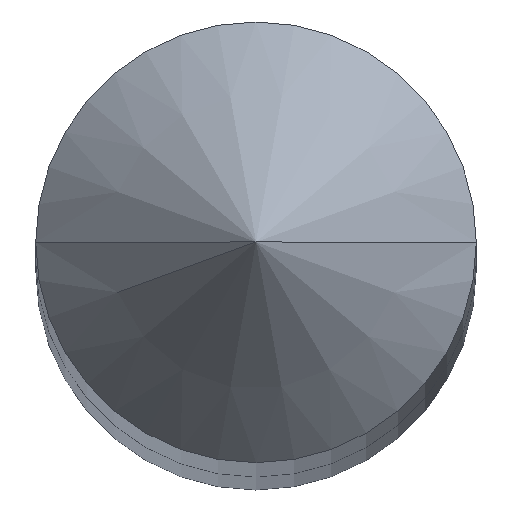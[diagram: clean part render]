
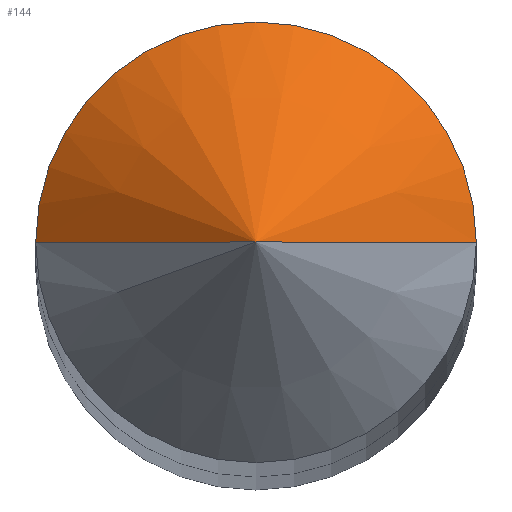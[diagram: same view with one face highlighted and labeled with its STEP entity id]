
A CAD part, top view. The second image highlights one B-rep face of the part: STEP entity #144.
In plain terms, the highlighted conical face has half-angle 45 degrees and reference radius 0.521 mm.
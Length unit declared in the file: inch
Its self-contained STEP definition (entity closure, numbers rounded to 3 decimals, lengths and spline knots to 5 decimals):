
#2 = CARTESIAN_POINT ( 'NONE',  ( 0.0205, 0., -0.03125 ) ) ;
#7 = ORIENTED_EDGE ( 'NONE', *, *, #275, .T. ) ;
#20 = DIRECTION ( 'NONE',  ( 0., 0., 1. ) ) ;
#27 = CARTESIAN_POINT ( 'NONE',  ( -0.0205, 0., -0.03125 ) ) ;
#72 = LINE ( 'NONE', #215, #98 ) ;
#76 = ORIENTED_EDGE ( 'NONE', *, *, #325, .F. ) ;
#79 = VERTEX_POINT ( 'NONE', #333 ) ;
#90 = AXIS2_PLACEMENT_3D ( 'NONE', #326, #20, #271 ) ;
#98 = VECTOR ( 'NONE', #323, 39.37008 ) ;
#103 = DIRECTION ( 'NONE',  ( 0., 0., -1. ) ) ;
#143 = VERTEX_POINT ( 'NONE', #294 ) ;
#144 = ADVANCED_FACE ( 'NONE', ( #172 ), #285, .T. ) ;
#164 = LINE ( 'NONE', #27, #250 ) ;
#172 = FACE_OUTER_BOUND ( 'NONE', #296, .T. ) ;
#215 = CARTESIAN_POINT ( 'NONE',  ( 0.0205, 0., -0.03125 ) ) ;
#220 = EDGE_CURVE ( 'NONE', #292, #143, #351, .T. ) ;
#242 = DIRECTION ( 'NONE',  ( -0.707, 0., -0.707 ) ) ;
#250 = VECTOR ( 'NONE', #242, 39.37008 ) ;
#262 = ORIENTED_EDGE ( 'NONE', *, *, #220, .T. ) ;
#271 = DIRECTION ( 'NONE',  ( 1., 0., 0. ) ) ;
#275 = EDGE_CURVE ( 'NONE', #79, #292, #72, .T. ) ;
#285 = CONICAL_SURFACE ( 'NONE', #336, 0.0205, 0.785 ) ;
#292 = VERTEX_POINT ( 'NONE', #2 ) ;
#294 = CARTESIAN_POINT ( 'NONE',  ( -0.0205, 0., -0.03125 ) ) ;
#296 = EDGE_LOOP ( 'NONE', ( #76, #7, #262 ) ) ;
#298 = CARTESIAN_POINT ( 'NONE',  ( 0., 0., -0.03125 ) ) ;
#321 = DIRECTION ( 'NONE',  ( -1., 0., 0. ) ) ;
#323 = DIRECTION ( 'NONE',  ( 0.707, 0., -0.707 ) ) ;
#325 = EDGE_CURVE ( 'NONE', #79, #143, #164, .T. ) ;
#326 = CARTESIAN_POINT ( 'NONE',  ( 0., 0., -0.03125 ) ) ;
#333 = CARTESIAN_POINT ( 'NONE',  ( 0., 0., -0.01075 ) ) ;
#336 = AXIS2_PLACEMENT_3D ( 'NONE', #298, #103, #321 ) ;
#351 = CIRCLE ( 'NONE', #90, 0.0205 ) ;
